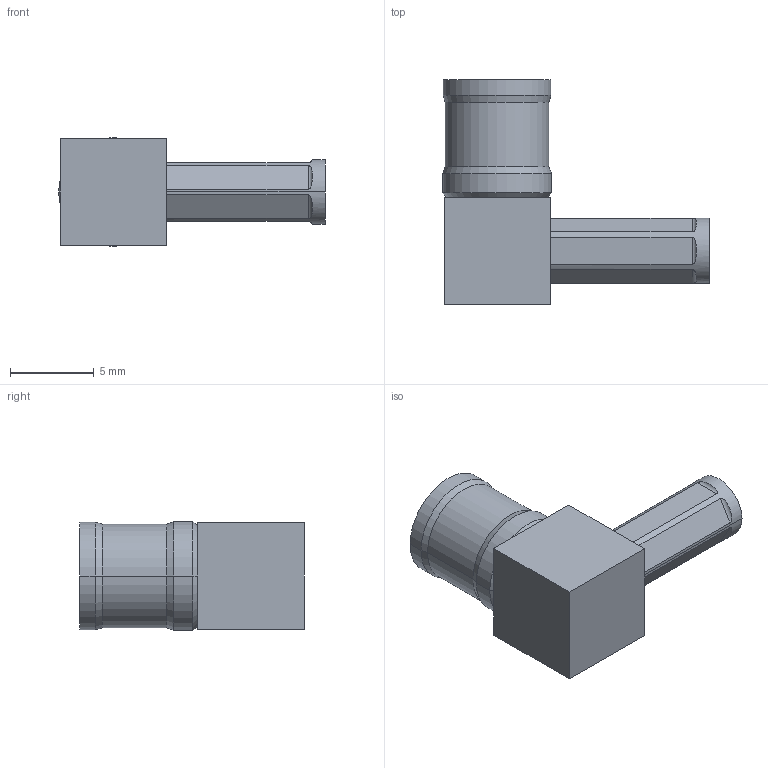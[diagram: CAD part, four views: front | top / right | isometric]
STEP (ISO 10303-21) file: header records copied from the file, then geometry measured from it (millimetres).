
FILE_DESCRIPTION (( 'STEP AP214' ), '1' );
FILE_NAME ('LCCN45939_3D.step', '2023-05-09T22:28:57', ( '' ), ( '' ), 'SwSTEP 2.0', 'SolidWorks 2022', '' );
FILE_SCHEMA (( 'AUTOMOTIVE_DESIGN' ));
Length unit declared in the file: inch
Products named in the file (1): LCCN45939_3D
Bounding box: 15.93 x 13.42 x 6.5 mm (x, y, z)
Volume: 483.4 mm3; surface area: 921 mm2
Topology: 4 solids, 4 shells, 120 faces, 302 edges, 196 vertices
Faces by surface type: plane 56, cylinder 34, torus 16, cone 14
Entity records: 3920 total; most frequent: CARTESIAN_POINT 849, DIRECTION 628, ORIENTED_EDGE 604, EDGE_CURVE 302, AXIS2_PLACEMENT_3D 243, VERTEX_POINT 196, LINE 142, VECTOR 142
